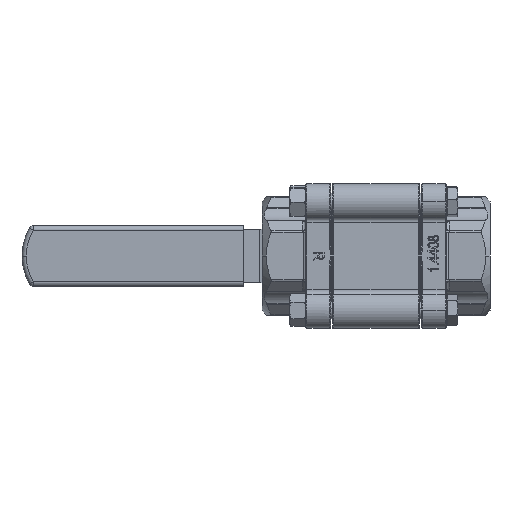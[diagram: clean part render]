
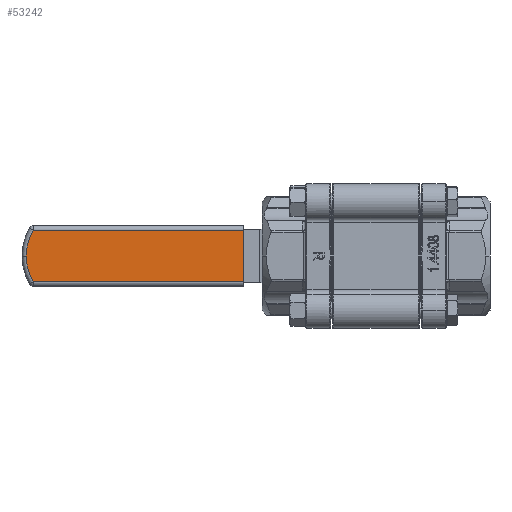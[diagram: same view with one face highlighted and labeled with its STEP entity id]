
A CAD part, front view. The second image highlights one B-rep face of the part: STEP entity #53242.
In plain terms, the highlighted planar face has unit normal (0, -1, 0).
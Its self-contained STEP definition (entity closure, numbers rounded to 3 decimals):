
#79 = AXIS2_PLACEMENT_3D ( 'NONE', #32138, #77934, #38691 ) ;
#103 = VERTEX_POINT ( 'NONE', #757 ) ;
#236 = CARTESIAN_POINT ( 'NONE',  ( -138., 88.7, 0. ) ) ;
#757 = CARTESIAN_POINT ( 'NONE',  ( -159.36, 88.7, 12. ) ) ;
#4054 = CARTESIAN_POINT ( 'NONE',  ( -159.36, 88.7, -12. ) ) ;
#6834 = DIRECTION ( 'NONE',  ( -1., 0., 0. ) ) ;
#6875 = DIRECTION ( 'NONE',  ( 1., 0., 0. ) ) ;
#8941 = LINE ( 'NONE', #62956, #59053 ) ;
#9765 = VERTEX_POINT ( 'NONE', #4054 ) ;
#10361 = EDGE_CURVE ( 'NONE', #103, #23084, #59033, .T. ) ;
#10641 = CIRCLE ( 'NONE', #32784, 24.5 ) ;
#10883 = ORIENTED_EDGE ( 'NONE', *, *, #13227, .T. ) ;
#13227 = EDGE_CURVE ( 'NONE', #23848, #39668, #8941, .T. ) ;
#16107 = DIRECTION ( 'NONE',  ( 0., -1., 0. ) ) ;
#16950 = LINE ( 'NONE', #17787, #51666 ) ;
#17787 = CARTESIAN_POINT ( 'NONE',  ( -160.5, 88.7, 12. ) ) ;
#18873 = VECTOR ( 'NONE', #6875, 1000. ) ;
#23084 = VERTEX_POINT ( 'NONE', #40431 ) ;
#23848 = VERTEX_POINT ( 'NONE', #36883 ) ;
#23882 = EDGE_CURVE ( 'NONE', #39668, #103, #16950, .T. ) ;
#30321 = EDGE_LOOP ( 'NONE', ( #10883, #56250, #39406, #78362, #67780 ) ) ;
#30613 = FACE_OUTER_BOUND ( 'NONE', #30321, .T. ) ;
#32138 = CARTESIAN_POINT ( 'NONE',  ( -138., 88.7, 0. ) ) ;
#32784 = AXIS2_PLACEMENT_3D ( 'NONE', #236, #45929, #6834 ) ;
#36883 = CARTESIAN_POINT ( 'NONE',  ( -61.5, 88.7, -12. ) ) ;
#38691 = DIRECTION ( 'NONE',  ( -1., 0., 0. ) ) ;
#39406 = ORIENTED_EDGE ( 'NONE', *, *, #10361, .T. ) ;
#39668 = VERTEX_POINT ( 'NONE', #44233 ) ;
#40431 = CARTESIAN_POINT ( 'NONE',  ( -162.5, 88.7, 0. ) ) ;
#43452 = DIRECTION ( 'NONE',  ( -1., 0., 0. ) ) ;
#43770 = DIRECTION ( 'NONE',  ( 0., 0., 1. ) ) ;
#44233 = CARTESIAN_POINT ( 'NONE',  ( -61.5, 88.7, 12. ) ) ;
#44293 = AXIS2_PLACEMENT_3D ( 'NONE', #55234, #16107, #61812 ) ;
#44910 = EDGE_CURVE ( 'NONE', #9765, #23848, #80225, .T. ) ;
#44949 = PLANE ( 'NONE',  #79 ) ;
#45929 = DIRECTION ( 'NONE',  ( 0., -1., 0. ) ) ;
#45975 = CARTESIAN_POINT ( 'NONE',  ( -61.5, 88.7, -12. ) ) ;
#51666 = VECTOR ( 'NONE', #43452, 1000. ) ;
#53242 = ADVANCED_FACE ( 'NONE', ( #30613 ), #44949, .F. ) ;
#55234 = CARTESIAN_POINT ( 'NONE',  ( -138., 88.7, 0. ) ) ;
#56250 = ORIENTED_EDGE ( 'NONE', *, *, #23882, .T. ) ;
#57081 = EDGE_CURVE ( 'NONE', #23084, #9765, #10641, .T. ) ;
#59033 = CIRCLE ( 'NONE', #44293, 24.5 ) ;
#59053 = VECTOR ( 'NONE', #43770, 1000. ) ;
#61812 = DIRECTION ( 'NONE',  ( -1., 0., 0. ) ) ;
#62956 = CARTESIAN_POINT ( 'NONE',  ( -61.5, 88.7, -14. ) ) ;
#67780 = ORIENTED_EDGE ( 'NONE', *, *, #44910, .T. ) ;
#77934 = DIRECTION ( 'NONE',  ( 0., 1., 0. ) ) ;
#78362 = ORIENTED_EDGE ( 'NONE', *, *, #57081, .T. ) ;
#80225 = LINE ( 'NONE', #45975, #18873 ) ;
